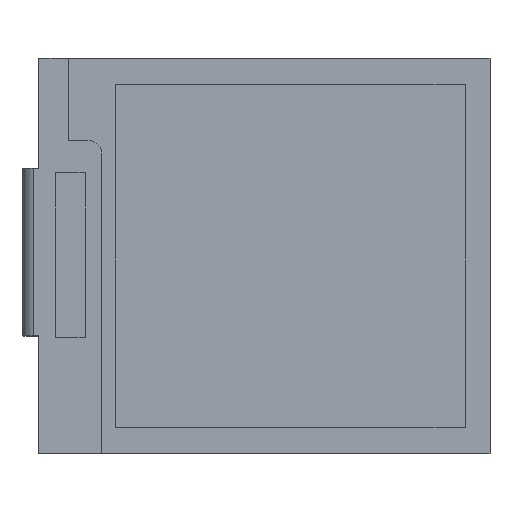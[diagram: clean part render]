
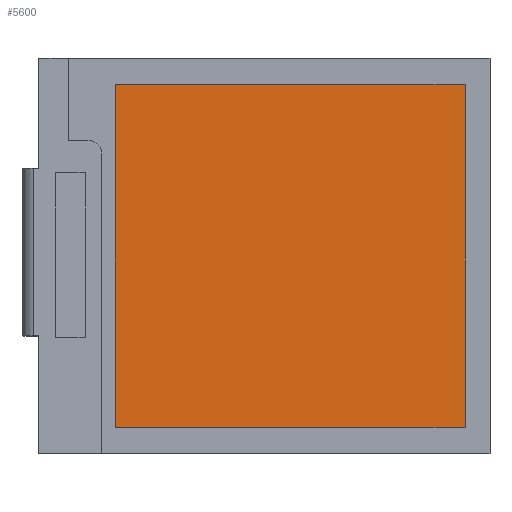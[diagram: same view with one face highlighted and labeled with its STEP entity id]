
A CAD part, top view. The second image highlights one B-rep face of the part: STEP entity #5600.
In plain terms, the highlighted planar face has unit normal (0, 0, 1).
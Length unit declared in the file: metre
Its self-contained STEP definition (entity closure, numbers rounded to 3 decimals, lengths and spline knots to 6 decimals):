
#788=ORIENTED_EDGE('',*,*,#2002,.F.);
#789=ORIENTED_EDGE('',*,*,#2003,.F.);
#790=ORIENTED_EDGE('',*,*,#2004,.F.);
#791=ORIENTED_EDGE('',*,*,#2005,.F.);
#2002=EDGE_CURVE('',#2659,#2660,#3269,.T.);
#2003=EDGE_CURVE('',#2661,#2659,#3270,.T.);
#2004=EDGE_CURVE('',#2662,#2661,#3271,.T.);
#2005=EDGE_CURVE('',#2660,#2662,#3272,.T.);
#2659=VERTEX_POINT('',#8963);
#2660=VERTEX_POINT('',#8964);
#2661=VERTEX_POINT('',#8966);
#2662=VERTEX_POINT('',#8968);
#3269=LINE('',#8962,#3946);
#3270=LINE('',#8965,#3947);
#3271=LINE('',#8967,#3948);
#3272=LINE('',#8969,#3949);
#3946=VECTOR('',#7614,1.);
#3947=VECTOR('',#7615,1.);
#3948=VECTOR('',#7616,1.);
#3949=VECTOR('',#7617,1.);
#4459=EDGE_LOOP('',(#788,#789,#790,#791));
#4825=FACE_BOUND('',#4459,.T.);
#5164=PLANE('',#6865);
#5600=ADVANCED_FACE('',(#4825),#5164,.F.);
#6865=AXIS2_PLACEMENT_3D('',#8961,#7612,#7613);
#7612=DIRECTION('',(0.,0.,-1.));
#7613=DIRECTION('',(-1.,0.,0.));
#7614=DIRECTION('',(0.,1.,0.));
#7615=DIRECTION('',(-1.,0.,0.));
#7616=DIRECTION('',(0.,-1.,0.));
#7617=DIRECTION('',(1.,0.,0.));
#8961=CARTESIAN_POINT('',(0.,0.,0.001013));
#8962=CARTESIAN_POINT('',(-0.012014,-0.013805,0.001013));
#8963=CARTESIAN_POINT('',(-0.012014,-0.013805,0.001013));
#8964=CARTESIAN_POINT('',(-0.012014,0.013805,0.001013));
#8965=CARTESIAN_POINT('',(0.016154,-0.013805,0.001013));
#8966=CARTESIAN_POINT('',(0.016154,-0.013805,0.001013));
#8967=CARTESIAN_POINT('',(0.016154,0.013805,0.001013));
#8968=CARTESIAN_POINT('',(0.016154,0.013805,0.001013));
#8969=CARTESIAN_POINT('',(-0.012014,0.013805,0.001013));
